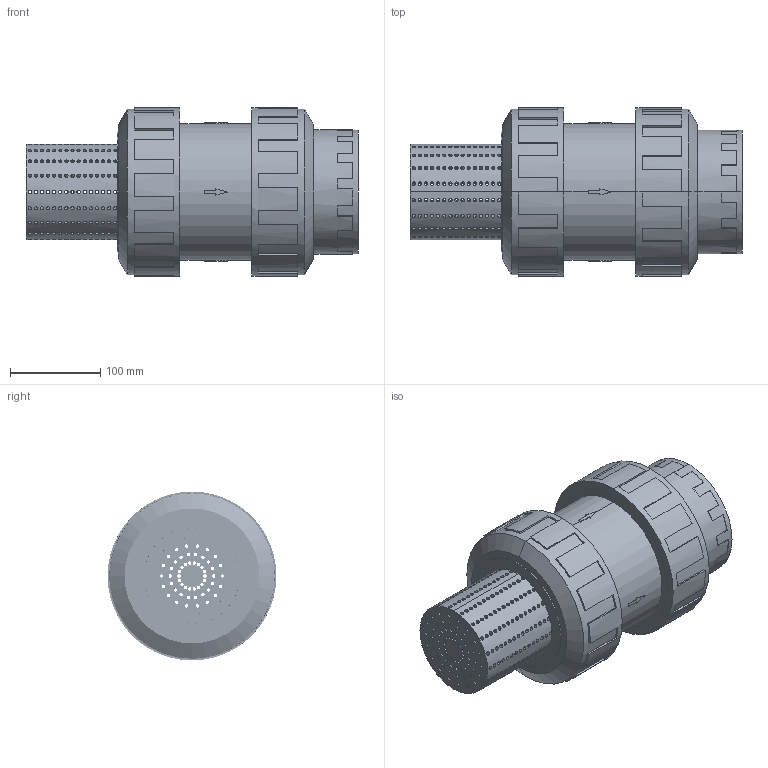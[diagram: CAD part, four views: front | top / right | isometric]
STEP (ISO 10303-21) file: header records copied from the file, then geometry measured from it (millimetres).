
FILE_DESCRIPTION(('STEP AP214'),'1');
FILE_NAME('cctmp_213E0189-96D4-4C7C-A6B2-07848AE02AAC_2018_12_7_11_36_46_875..stp','2018-12-07T10:36:49',('Praher Valves GmbH'),('CADClick - www.CADClick.com'),'Spatial InterOp 3D',' ','unknown authorization');
FILE_SCHEMA(('AUTOMOTIVE_DESIGN'));
Length unit declared in the file: millimetre
Products named in the file (1): 122389
Bounding box: 368 x 187 x 187 mm (x, y, z)
Volume: 4498044.2 mm3; surface area: 541695.3 mm2
Topology: 1 solids, 1 shells, 2428 faces, 7057 edges, 4239 vertices
Faces by surface type: cylinder 2186, plane 238, cone 4
Entity records: 123204 total; most frequent: CARTESIAN_POINT 39339, ORIENTED_EDGE 14114, DIRECTION 13446, EDGE_CURVE 7057, AXIS2_PLACEMENT_3D 5526, VERTEX_POINT 4239, EDGE_LOOP 2862, ELLIPSE 2474
